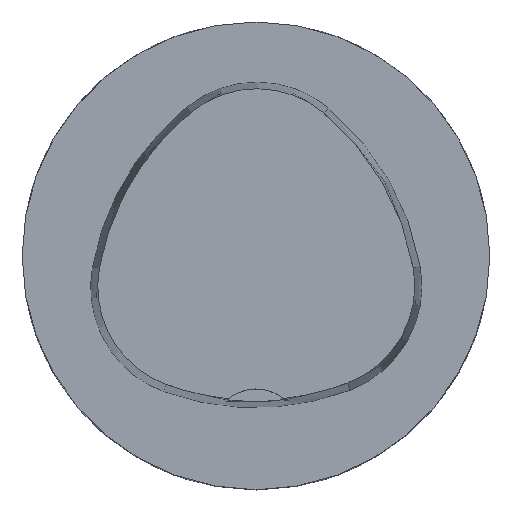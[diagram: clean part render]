
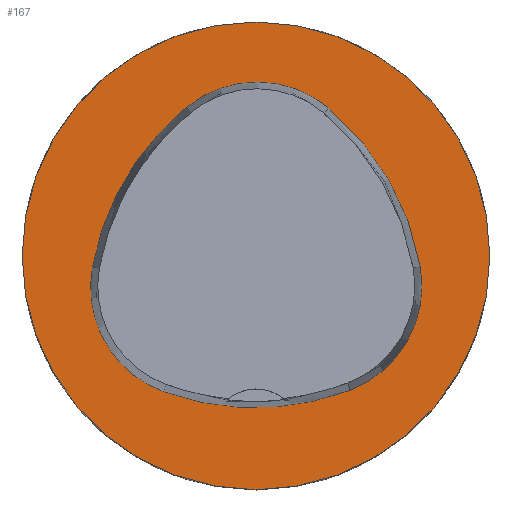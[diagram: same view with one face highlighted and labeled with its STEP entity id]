
A CAD part, top view. The second image highlights one B-rep face of the part: STEP entity #167.
In plain terms, the highlighted planar face has unit normal (0, 0, 1).
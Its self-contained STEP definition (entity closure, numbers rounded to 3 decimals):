
#135=PLANE('',#752);
#167=ADVANCED_FACE('',(#215,#216),#135,.T.);
#215=FACE_BOUND('',#288,.T.);
#216=FACE_BOUND('',#289,.T.);
#288=EDGE_LOOP('',(#411,#412,#413,#414,#415,#416));
#289=EDGE_LOOP('',(#417));
#411=ORIENTED_EDGE('',*,*,#585,.T.);
#412=ORIENTED_EDGE('',*,*,#583,.T.);
#413=ORIENTED_EDGE('',*,*,#581,.T.);
#414=ORIENTED_EDGE('',*,*,#579,.T.);
#415=ORIENTED_EDGE('',*,*,#577,.T.);
#416=ORIENTED_EDGE('',*,*,#575,.T.);
#417=ORIENTED_EDGE('',*,*,#598,.F.);
#513=VERTEX_POINT('',#1091);
#514=VERTEX_POINT('',#1093);
#515=VERTEX_POINT('',#1097);
#516=VERTEX_POINT('',#1101);
#517=VERTEX_POINT('',#1105);
#518=VERTEX_POINT('',#1109);
#527=VERTEX_POINT('',#1141);
#575=EDGE_CURVE('',#514,#513,#647,.T.);
#577=EDGE_CURVE('',#515,#514,#648,.T.);
#579=EDGE_CURVE('',#516,#515,#649,.T.);
#581=EDGE_CURVE('',#517,#516,#650,.T.);
#583=EDGE_CURVE('',#518,#517,#651,.T.);
#585=EDGE_CURVE('',#513,#518,#652,.T.);
#598=EDGE_CURVE('',#527,#527,#653,.T.);
#647=CIRCLE('',#729,36.);
#648=CIRCLE('',#731,15.);
#649=CIRCLE('',#733,36.);
#650=CIRCLE('',#735,15.);
#651=CIRCLE('',#737,36.);
#652=CIRCLE('',#739,15.);
#653=CIRCLE('',#751,31.5);
#729=AXIS2_PLACEMENT_3D('',#1092,#860,#861);
#731=AXIS2_PLACEMENT_3D('',#1096,#865,#866);
#733=AXIS2_PLACEMENT_3D('',#1100,#870,#871);
#735=AXIS2_PLACEMENT_3D('',#1104,#875,#876);
#737=AXIS2_PLACEMENT_3D('',#1108,#880,#881);
#739=AXIS2_PLACEMENT_3D('',#1112,#885,#886);
#751=AXIS2_PLACEMENT_3D('',#1140,#917,#918);
#752=AXIS2_PLACEMENT_3D('',#1142,#919,#920);
#860=DIRECTION('',(0.,0.,-1.));
#861=DIRECTION('',(-1.,0.,0.));
#865=DIRECTION('',(0.,0.,-1.));
#866=DIRECTION('',(-1.,0.,0.));
#870=DIRECTION('',(0.,0.,-1.));
#871=DIRECTION('',(-1.,0.,0.));
#875=DIRECTION('',(0.,0.,-1.));
#876=DIRECTION('',(-1.,0.,0.));
#880=DIRECTION('',(0.,0.,-1.));
#881=DIRECTION('',(-1.,0.,0.));
#885=DIRECTION('',(0.,0.,-1.));
#886=DIRECTION('',(-1.,0.,0.));
#917=DIRECTION('',(0.,0.,-1.));
#918=DIRECTION('',(-1.,0.,0.));
#919=DIRECTION('',(0.,0.,1.));
#920=DIRECTION('',(1.,0.,0.));
#1091=CARTESIAN_POINT('',(-12.373,-18.307,0.));
#1092=CARTESIAN_POINT('',(-0.137,15.55,0.));
#1093=CARTESIAN_POINT('',(12.693,-18.087,0.));
#1096=CARTESIAN_POINT('',(7.347,-4.071,0.));
#1097=CARTESIAN_POINT('',(22.122,-1.48,0.));
#1100=CARTESIAN_POINT('',(-13.337,-7.7,0.));
#1101=CARTESIAN_POINT('',(9.779,19.898,0.));
#1104=CARTESIAN_POINT('',(0.148,8.399,0.));
#1105=CARTESIAN_POINT('',(-9.317,20.036,0.));
#1108=CARTESIAN_POINT('',(13.398,-7.893,0.));
#1109=CARTESIAN_POINT('',(-22.041,-1.562,0.));
#1112=CARTESIAN_POINT('',(-7.275,-4.2,0.));
#1140=CARTESIAN_POINT('',(0.,0.,0.));
#1141=CARTESIAN_POINT('',(-31.5,0.,0.));
#1142=CARTESIAN_POINT('',(0.,0.,0.));
